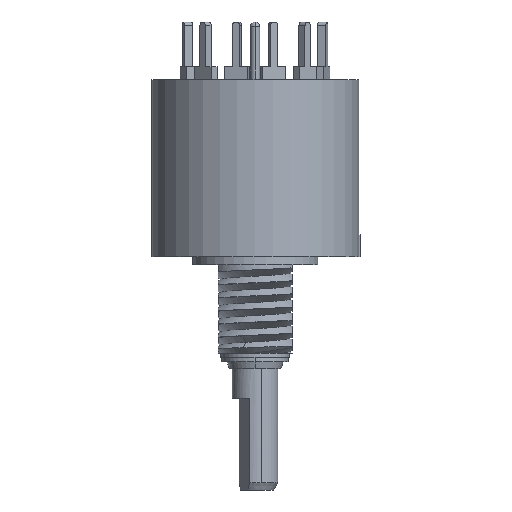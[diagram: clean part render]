
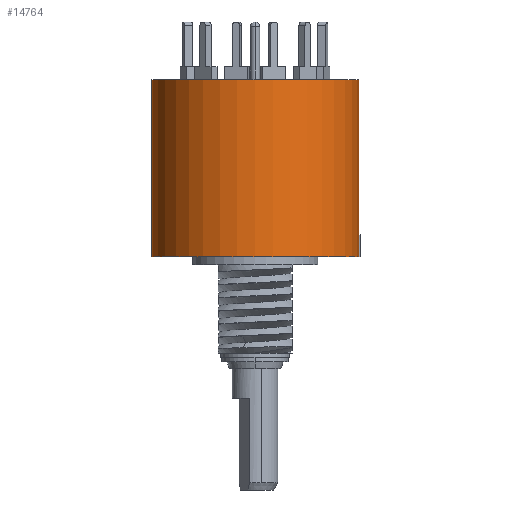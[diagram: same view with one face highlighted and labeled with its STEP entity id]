
A CAD part, front view. The second image highlights one B-rep face of the part: STEP entity #14764.
In plain terms, the highlighted cylindrical face has radius 7.163 mm (diameter 14.326 mm), a partial arc.
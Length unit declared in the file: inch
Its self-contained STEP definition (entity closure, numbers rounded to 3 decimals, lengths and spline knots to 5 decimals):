
#2598=DIRECTION('',(0.,0.,-1.));
#2599=VECTOR('',#2598,0.423);
#2600=CARTESIAN_POINT('',(0.282,0.,0.415));
#2601=LINE('',#2600,#2599);
#2607=DIRECTION('',(0.,0.,-1.));
#2608=VECTOR('',#2607,0.483);
#2609=CARTESIAN_POINT('',(-0.282,0.,0.415));
#2610=LINE('',#2609,#2608);
#2630=CARTESIAN_POINT('',(0.,0.,-0.068));
#2631=DIRECTION('',(0.,0.,-1.));
#2632=DIRECTION('',(1.,0.,0.));
#2633=AXIS2_PLACEMENT_3D('',#2630,#2631,#2632);
#2639=DIRECTION('',(0.,0.,-1.));
#2640=VECTOR('',#2639,0.06);
#2641=CARTESIAN_POINT('',(0.282,0.,-0.008));
#2642=LINE('',#2641,#2640);
#2643=CARTESIAN_POINT('',(0.,0.,0.415));
#2644=DIRECTION('',(0.,0.,-1.));
#2645=DIRECTION('',(1.,0.,0.));
#2646=AXIS2_PLACEMENT_3D('',#2643,#2644,#2645);
#9717=CARTESIAN_POINT('',(-0.282,0.,0.415));
#9718=CARTESIAN_POINT('',(-0.282,0.,-0.068));
#9719=VERTEX_POINT('',#9717);
#9720=VERTEX_POINT('',#9718);
#9727=CARTESIAN_POINT('',(0.282,0.,0.415));
#9728=VERTEX_POINT('',#9727);
#10017=CARTESIAN_POINT('',(0.282,0.,-0.008));
#10018=CARTESIAN_POINT('',(0.282,0.,-0.068));
#10019=VERTEX_POINT('',#10017);
#10020=VERTEX_POINT('',#10018);
#14751=CARTESIAN_POINT('',(0.,0.,0.45225));
#14752=DIRECTION('',(0.,0.,-1.));
#14753=DIRECTION('',(1.,0.,0.));
#14754=AXIS2_PLACEMENT_3D('',#14751,#14752,#14753);
#14755=CYLINDRICAL_SURFACE('',#14754,0.282);
#14757=ORIENTED_EDGE('',*,*,#14756,.T.);
#14758=ORIENTED_EDGE('',*,*,#14738,.T.);
#14759=ORIENTED_EDGE('',*,*,#14695,.F.);
#14760=ORIENTED_EDGE('',*,*,#14676,.F.);
#14761=ORIENTED_EDGE('',*,*,#14692,.T.);
#14762=EDGE_LOOP('',(#14757,#14758,#14759,#14760,#14761));
#14763=FACE_OUTER_BOUND('',#14762,.F.);
#14764=ADVANCED_FACE('',(#14763),#14755,.T.);
#2634=CIRCLE('',#2633,0.282);
#2647=CIRCLE('',#2646,0.282);
#14676=EDGE_CURVE('',#9728,#9719,#2647,.T.);
#14692=EDGE_CURVE('',#9728,#10019,#2601,.T.);
#14695=EDGE_CURVE('',#9719,#9720,#2610,.T.);
#14738=EDGE_CURVE('',#10020,#9720,#2634,.T.);
#14756=EDGE_CURVE('',#10019,#10020,#2642,.T.);
